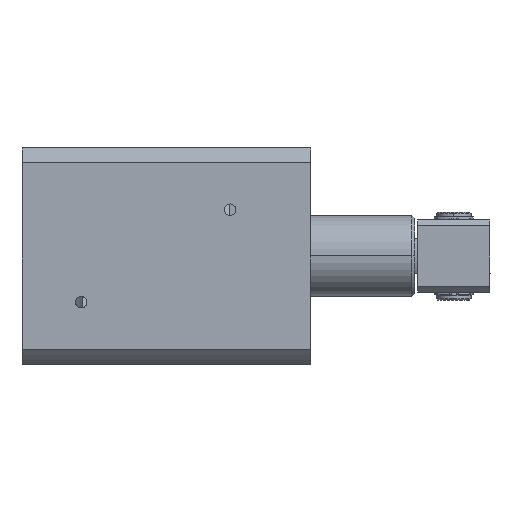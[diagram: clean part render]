
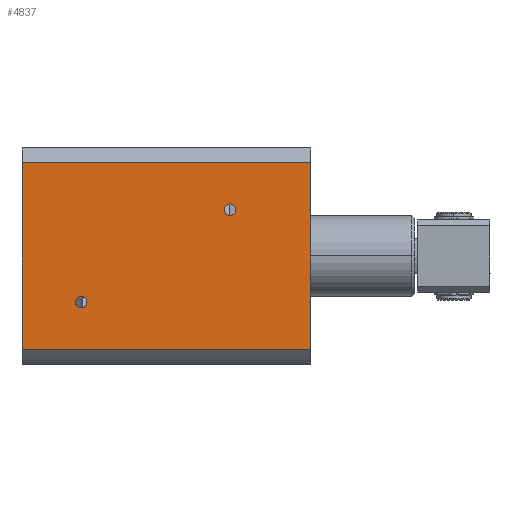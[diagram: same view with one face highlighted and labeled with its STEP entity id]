
A CAD part, front view. The second image highlights one B-rep face of the part: STEP entity #4837.
In plain terms, the highlighted planar face has unit normal (0, -1, 0).
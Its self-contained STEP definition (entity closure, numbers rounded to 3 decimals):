
#89 = CIRCLE ( 'NONE', #3980, 2. ) ;
#186 = CARTESIAN_POINT ( 'NONE',  ( 20.5, -37.5, -16. ) ) ;
#189 = ORIENTED_EDGE ( 'NONE', *, *, #208, .T. ) ;
#208 = EDGE_CURVE ( 'NONE', #3495, #4394, #2261, .T. ) ;
#244 = DIRECTION ( 'NONE',  ( -1., 0., 0. ) ) ;
#400 = CARTESIAN_POINT ( 'NONE',  ( 100., -37.5, -32.311 ) ) ;
#411 = DIRECTION ( 'NONE',  ( 0., 1., 0. ) ) ;
#443 = VECTOR ( 'NONE', #2393, 1000. ) ;
#479 = CIRCLE ( 'NONE', #1354, 2. ) ;
#551 = ORIENTED_EDGE ( 'NONE', *, *, #2611, .T. ) ;
#607 = DIRECTION ( 'NONE',  ( 0., 0., -1. ) ) ;
#613 = DIRECTION ( 'NONE',  ( 0., 1., 0. ) ) ;
#754 = CIRCLE ( 'NONE', #2924, 2. ) ;
#761 = ORIENTED_EDGE ( 'NONE', *, *, #1840, .T. ) ;
#820 = CARTESIAN_POINT ( 'NONE',  ( 0., -37.5, -32.311 ) ) ;
#848 = CARTESIAN_POINT ( 'NONE',  ( 72.002, -37.5, 16. ) ) ;
#903 = EDGE_CURVE ( 'NONE', #2653, #4262, #479, .T. ) ;
#940 = FACE_BOUND ( 'NONE', #4897, .T. ) ;
#961 = DIRECTION ( 'NONE',  ( 0., 1., 0. ) ) ;
#1212 = EDGE_CURVE ( 'NONE', #3650, #2446, #5053, .T. ) ;
#1354 = AXIS2_PLACEMENT_3D ( 'NONE', #848, #411, #1605 ) ;
#1605 = DIRECTION ( 'NONE',  ( 0., 0., -1. ) ) ;
#1690 = CARTESIAN_POINT ( 'NONE',  ( 72.002, -37.5, 16. ) ) ;
#1711 = EDGE_CURVE ( 'NONE', #4262, #2653, #3723, .T. ) ;
#1737 = CARTESIAN_POINT ( 'NONE',  ( 0., -37.5, 32.311 ) ) ;
#1840 = EDGE_CURVE ( 'NONE', #2403, #4828, #89, .T. ) ;
#2110 = LINE ( 'NONE', #2272, #2976 ) ;
#2184 = DIRECTION ( 'NONE',  ( 0., -1., 0. ) ) ;
#2191 = DIRECTION ( 'NONE',  ( 0., 0., -1. ) ) ;
#2218 = CARTESIAN_POINT ( 'NONE',  ( 50., -37.5, -32.311 ) ) ;
#2261 = LINE ( 'NONE', #2218, #4192 ) ;
#2272 = CARTESIAN_POINT ( 'NONE',  ( 100., -37.5, 0. ) ) ;
#2284 = CARTESIAN_POINT ( 'NONE',  ( 20.5, -37.5, -16. ) ) ;
#2393 = DIRECTION ( 'NONE',  ( 0., 0., -1. ) ) ;
#2399 = CARTESIAN_POINT ( 'NONE',  ( 72.002, -37.5, 14. ) ) ;
#2403 = VERTEX_POINT ( 'NONE', #2599 ) ;
#2446 = VERTEX_POINT ( 'NONE', #3792 ) ;
#2518 = ORIENTED_EDGE ( 'NONE', *, *, #903, .T. ) ;
#2586 = CARTESIAN_POINT ( 'NONE',  ( 20.5, -37.5, -14. ) ) ;
#2599 = CARTESIAN_POINT ( 'NONE',  ( 20.5, -37.5, -18. ) ) ;
#2611 = EDGE_CURVE ( 'NONE', #4394, #3650, #2110, .T. ) ;
#2653 = VERTEX_POINT ( 'NONE', #2399 ) ;
#2909 = LINE ( 'NONE', #3565, #443 ) ;
#2924 = AXIS2_PLACEMENT_3D ( 'NONE', #186, #961, #3713 ) ;
#2942 = PLANE ( 'NONE',  #3928 ) ;
#2976 = VECTOR ( 'NONE', #3866, 1000. ) ;
#2987 = CARTESIAN_POINT ( 'NONE',  ( 72.002, -37.5, 18. ) ) ;
#3061 = DIRECTION ( 'NONE',  ( 1., 0., 0. ) ) ;
#3105 = DIRECTION ( 'NONE',  ( 0., 0., -1. ) ) ;
#3393 = ORIENTED_EDGE ( 'NONE', *, *, #3545, .T. ) ;
#3462 = DIRECTION ( 'NONE',  ( 0., 1., 0. ) ) ;
#3495 = VERTEX_POINT ( 'NONE', #820 ) ;
#3544 = AXIS2_PLACEMENT_3D ( 'NONE', #1690, #613, #2191 ) ;
#3545 = EDGE_CURVE ( 'NONE', #2446, #3495, #2909, .T. ) ;
#3565 = CARTESIAN_POINT ( 'NONE',  ( 0., -37.5, -0.003 ) ) ;
#3582 = ORIENTED_EDGE ( 'NONE', *, *, #1212, .T. ) ;
#3650 = VERTEX_POINT ( 'NONE', #4416 ) ;
#3713 = DIRECTION ( 'NONE',  ( 0., 0., -1. ) ) ;
#3723 = CIRCLE ( 'NONE', #3544, 2. ) ;
#3770 = EDGE_CURVE ( 'NONE', #4828, #2403, #754, .T. ) ;
#3792 = CARTESIAN_POINT ( 'NONE',  ( 0., -37.5, 32.311 ) ) ;
#3857 = VECTOR ( 'NONE', #244, 1000. ) ;
#3866 = DIRECTION ( 'NONE',  ( 0., 0., 1. ) ) ;
#3928 = AXIS2_PLACEMENT_3D ( 'NONE', #1737, #2184, #607 ) ;
#3965 = FACE_BOUND ( 'NONE', #4555, .T. ) ;
#3980 = AXIS2_PLACEMENT_3D ( 'NONE', #2284, #3462, #3105 ) ;
#4018 = ORIENTED_EDGE ( 'NONE', *, *, #1711, .T. ) ;
#4191 = ORIENTED_EDGE ( 'NONE', *, *, #3770, .T. ) ;
#4192 = VECTOR ( 'NONE', #3061, 1000. ) ;
#4262 = VERTEX_POINT ( 'NONE', #2987 ) ;
#4394 = VERTEX_POINT ( 'NONE', #400 ) ;
#4416 = CARTESIAN_POINT ( 'NONE',  ( 100., -37.5, 32.311 ) ) ;
#4459 = FACE_OUTER_BOUND ( 'NONE', #4781, .T. ) ;
#4555 = EDGE_LOOP ( 'NONE', ( #2518, #4018 ) ) ;
#4781 = EDGE_LOOP ( 'NONE', ( #189, #551, #3582, #3393 ) ) ;
#4828 = VERTEX_POINT ( 'NONE', #2586 ) ;
#4837 = ADVANCED_FACE ( 'NONE', ( #3965, #940, #4459 ), #2942, .T. ) ;
#4897 = EDGE_LOOP ( 'NONE', ( #761, #4191 ) ) ;
#5053 = LINE ( 'NONE', #5060, #3857 ) ;
#5060 = CARTESIAN_POINT ( 'NONE',  ( 50., -37.5, 32.311 ) ) ;
